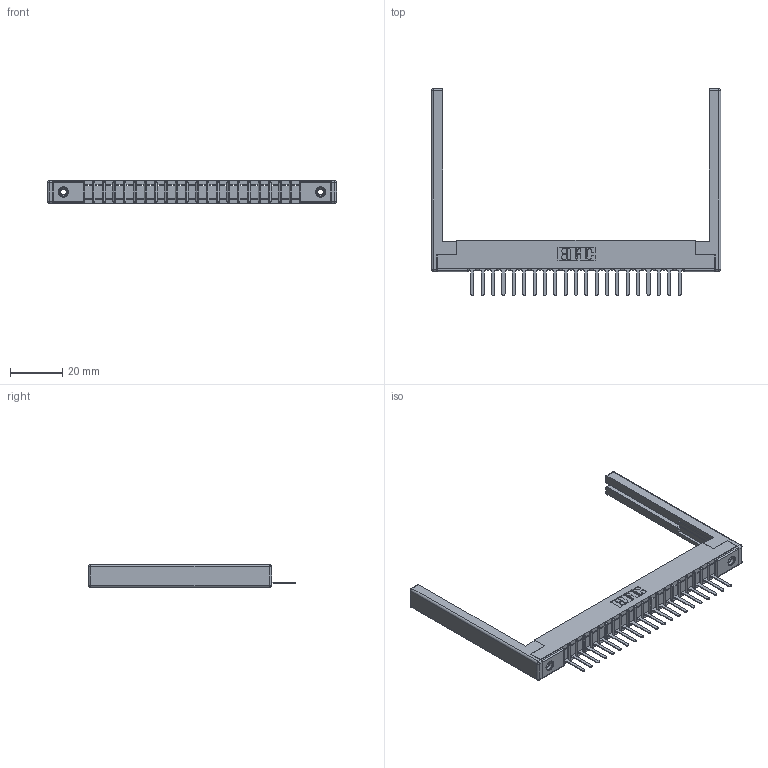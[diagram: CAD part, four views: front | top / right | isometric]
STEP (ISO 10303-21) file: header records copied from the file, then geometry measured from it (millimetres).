
FILE_DESCRIPTION (( 'STEP AP203' ), '1' );
FILE_NAME ('357-021-427-168.STEP', '2020-10-01T05:30:30', ( '' ), ( '' ), 'SwSTEP 2.0', 'SolidWorks 2020', '' );
FILE_SCHEMA (( 'CONFIG_CONTROL_DESIGN' ));
Length unit declared in the file: inch
Products named in the file (5): 307 Part_.156 Dia Mounting Holes; 307-290-001_527; 357-021-427-168; 307-220-068; 345-250-001_345-250-001-102
Assembly tree (26 placements, depth 2):
  357-021-427-168
    307 Part_.156 Dia Mounting Holes
    307-290-001_527  x21
    307-220-068  x2
    345-250-001_345-250-001-102  x2
Bounding box: 110.64 x 79.07 x 8.71 mm (x, y, z)
Volume: 11573.1 mm3; surface area: 15013.3 mm2
Topology: 26 solids, 26 shells, 1470 faces, 4115 edges, 2634 vertices
Faces by surface type: plane 935, cylinder 467, sphere 52, cone 12, torus 4
Entity records: 23319 total; most frequent: CARTESIAN_POINT 3885, ORIENTED_EDGE 3860, DIRECTION 3808, EDGE_CURVE 1930, VECTOR 1470, LINE 1470, VERTEX_POINT 1246, AXIS2_PLACEMENT_3D 1169
